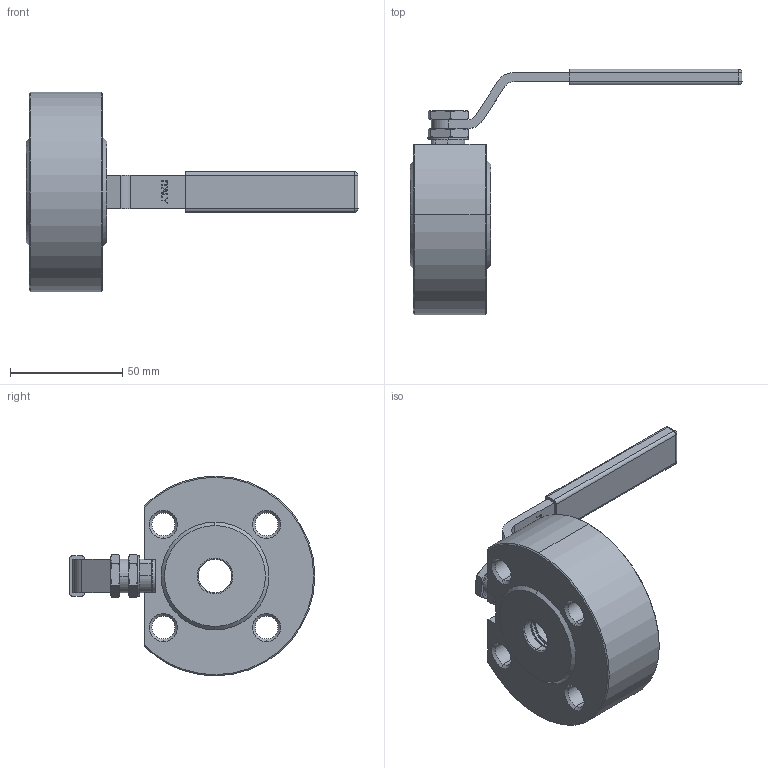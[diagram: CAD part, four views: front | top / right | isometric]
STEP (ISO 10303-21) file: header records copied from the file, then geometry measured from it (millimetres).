
FILE_DESCRIPTION (( 'STEP AP203' ), '1' );
FILE_NAME ('72200004.STEP', '2011-02-01T07:16:05', ( 'Xeon' ), ( '' ), 'SwSTEP 2.0', 'SolidWorks 2010', '' );
FILE_SCHEMA (( 'CONFIG_CONTROL_DESIGN' ));
Length unit declared in the file: millimetre
Products named in the file (1): 72200004
Bounding box: 148 x 109.5 x 89 mm (x, y, z)
Volume: 191049.1 mm3; surface area: 38411 mm2
Topology: 2 solids, 2 shells, 335 faces, 873 edges, 536 vertices
Faces by surface type: plane 124, cone 100, cylinder 81, bspline 26, torus 4
Entity records: 11234 total; most frequent: CARTESIAN_POINT 3127, ORIENTED_EDGE 1714, DIRECTION 1663, EDGE_CURVE 857, AXIS2_PLACEMENT_3D 632, VERTEX_POINT 536, VECTOR 399, LINE 399
